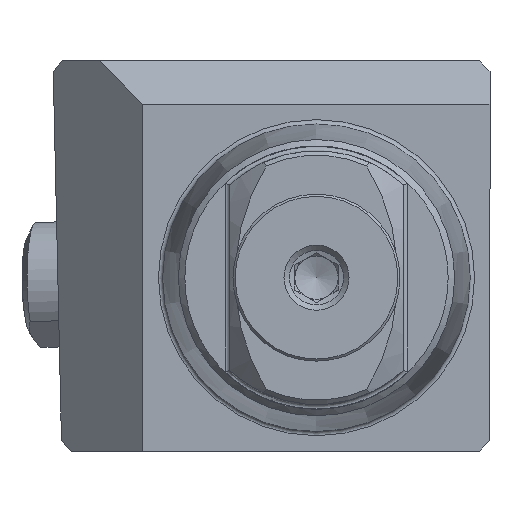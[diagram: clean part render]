
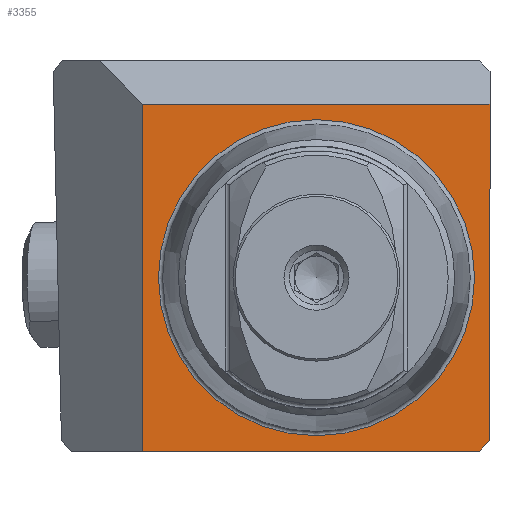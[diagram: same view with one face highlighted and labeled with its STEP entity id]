
A CAD part, left-side view. The second image highlights one B-rep face of the part: STEP entity #3355.
In plain terms, the highlighted planar face has unit normal (-1, 0, 0).
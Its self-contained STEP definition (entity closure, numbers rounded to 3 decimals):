
#27 = CARTESIAN_POINT ( 'NONE',  ( 0., 8., 8. ) ) ;
#51 = ORIENTED_EDGE ( 'NONE', *, *, #294, .T. ) ;
#294 = EDGE_CURVE ( 'NONE', #2180, #1138, #1161, .T. ) ;
#406 = EDGE_CURVE ( 'NONE', #2180, #2689, #4999, .T. ) ;
#418 = VERTEX_POINT ( 'NONE', #4519 ) ;
#551 = EDGE_CURVE ( 'NONE', #5041, #1138, #3017, .T. ) ;
#682 = EDGE_CURVE ( 'NONE', #7183, #2689, #4906, .T. ) ;
#1071 = VECTOR ( 'NONE', #5779, 1000. ) ;
#1138 = VERTEX_POINT ( 'NONE', #27 ) ;
#1158 = EDGE_LOOP ( 'NONE', ( #4675 ) ) ;
#1161 = LINE ( 'NONE', #7354, #6871 ) ;
#1232 = VECTOR ( 'NONE', #3436, 1000. ) ;
#1334 = VECTOR ( 'NONE', #3923, 1000. ) ;
#1912 = DIRECTION ( 'NONE',  ( 0., 0., 1. ) ) ;
#1939 = DIRECTION ( 'NONE',  ( -1., 0., 0. ) ) ;
#2180 = VERTEX_POINT ( 'NONE', #4553 ) ;
#2673 = CIRCLE ( 'NONE', #6225, 7.287 ) ;
#2689 = VERTEX_POINT ( 'NONE', #3412 ) ;
#2759 = LINE ( 'NONE', #5117, #1232 ) ;
#3013 = CARTESIAN_POINT ( 'NONE',  ( 0., -8., -7.5 ) ) ;
#3017 = LINE ( 'NONE', #6196, #1334 ) ;
#3234 = ORIENTED_EDGE ( 'NONE', *, *, #551, .F. ) ;
#3355 = ADVANCED_FACE ( 'NONE', ( #5720, #7268 ), #7017, .F. ) ;
#3394 = EDGE_LOOP ( 'NONE', ( #3949, #6894, #4051, #51, #3234 ) ) ;
#3412 = CARTESIAN_POINT ( 'NONE',  ( 0., -8., -7.5 ) ) ;
#3436 = DIRECTION ( 'NONE',  ( 0., 1., 0. ) ) ;
#3468 = VECTOR ( 'NONE', #5346, 1000. ) ;
#3589 = DIRECTION ( 'NONE',  ( 1., 0., 0. ) ) ;
#3613 = DIRECTION ( 'NONE',  ( 0., 0., -1. ) ) ;
#3923 = DIRECTION ( 'NONE',  ( 0., 0., 1. ) ) ;
#3949 = ORIENTED_EDGE ( 'NONE', *, *, #6515, .F. ) ;
#4051 = ORIENTED_EDGE ( 'NONE', *, *, #406, .F. ) ;
#4255 = CARTESIAN_POINT ( 'NONE',  ( 0., -8., 0. ) ) ;
#4519 = CARTESIAN_POINT ( 'NONE',  ( 0., 0., 7.287 ) ) ;
#4553 = CARTESIAN_POINT ( 'NONE',  ( 0., -8., 8. ) ) ;
#4675 = ORIENTED_EDGE ( 'NONE', *, *, #5524, .F. ) ;
#4906 = LINE ( 'NONE', #3013, #1071 ) ;
#4999 = LINE ( 'NONE', #4255, #3468 ) ;
#5041 = VERTEX_POINT ( 'NONE', #7124 ) ;
#5117 = CARTESIAN_POINT ( 'NONE',  ( 0., 7.287, -8. ) ) ;
#5346 = DIRECTION ( 'NONE',  ( 0., 0., -1. ) ) ;
#5524 = EDGE_CURVE ( 'NONE', #418, #418, #2673, .T. ) ;
#5578 = AXIS2_PLACEMENT_3D ( 'NONE', #5908, #3589, #3613 ) ;
#5720 = FACE_BOUND ( 'NONE', #1158, .T. ) ;
#5779 = DIRECTION ( 'NONE',  ( 0., -0.707, 0.707 ) ) ;
#5908 = CARTESIAN_POINT ( 'NONE',  ( 0., 7.287, 0. ) ) ;
#6196 = CARTESIAN_POINT ( 'NONE',  ( 0., 8., -8. ) ) ;
#6225 = AXIS2_PLACEMENT_3D ( 'NONE', #7003, #1939, #1912 ) ;
#6245 = CARTESIAN_POINT ( 'NONE',  ( 0., -7.5, -8. ) ) ;
#6515 = EDGE_CURVE ( 'NONE', #7183, #5041, #2759, .T. ) ;
#6871 = VECTOR ( 'NONE', #6875, 1000. ) ;
#6875 = DIRECTION ( 'NONE',  ( 0., 1., 0. ) ) ;
#6894 = ORIENTED_EDGE ( 'NONE', *, *, #682, .T. ) ;
#7003 = CARTESIAN_POINT ( 'NONE',  ( 0., 0., 0. ) ) ;
#7017 = PLANE ( 'NONE',  #5578 ) ;
#7124 = CARTESIAN_POINT ( 'NONE',  ( 0., 8., -8. ) ) ;
#7183 = VERTEX_POINT ( 'NONE', #6245 ) ;
#7268 = FACE_OUTER_BOUND ( 'NONE', #3394, .T. ) ;
#7354 = CARTESIAN_POINT ( 'NONE',  ( 0., -8., 8. ) ) ;
